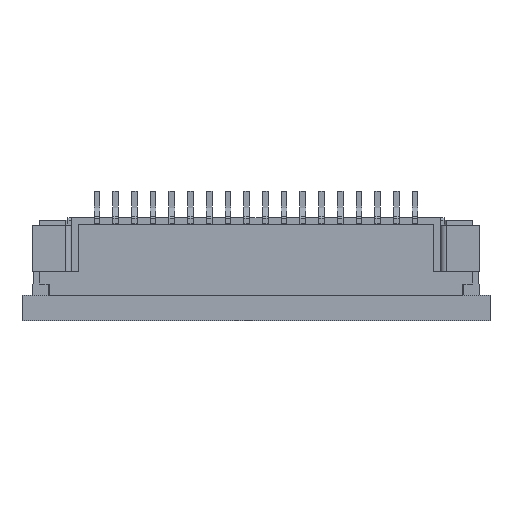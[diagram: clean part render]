
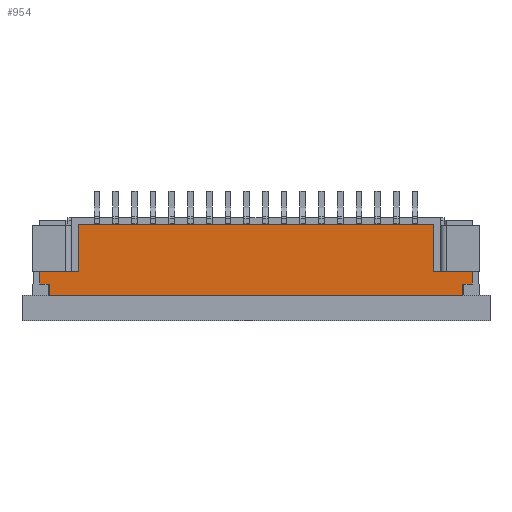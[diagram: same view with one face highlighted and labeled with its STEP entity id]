
A CAD part, top view. The second image highlights one B-rep face of the part: STEP entity #954.
In plain terms, the highlighted planar face has unit normal (0, 0, 1).
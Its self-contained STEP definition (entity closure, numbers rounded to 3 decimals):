
#954=ADVANCED_FACE('',(#4940),#4942,.T.);
#4940=FACE_BOUND('',#4941,.T.);
#4941=EDGE_LOOP('',(#8108,#8109,#8110,#8111,#8112,#8113,#8114,#8115,#8116,#8117,
#8118,#8119));
#4942=PLANE('',#4943);
#4943=AXIS2_PLACEMENT_3D('',#4944,#4945,#4946);
#4944=CARTESIAN_POINT('',(11.55,1.35,2.45));
#4945=DIRECTION('',(0.,-0.,1.));
#4946=DIRECTION('',(0.,1.,0.));
#8108=ORIENTED_EDGE('',*,*,#10537,.T.);
#8109=ORIENTED_EDGE('',*,*,#10539,.T.);
#8110=ORIENTED_EDGE('',*,*,#10540,.T.);
#8111=ORIENTED_EDGE('',*,*,#10541,.T.);
#8112=ORIENTED_EDGE('',*,*,#10542,.T.);
#8113=ORIENTED_EDGE('',*,*,#10543,.T.);
#8114=ORIENTED_EDGE('',*,*,#10544,.T.);
#8115=ORIENTED_EDGE('',*,*,#10545,.F.);
#8116=ORIENTED_EDGE('',*,*,#10546,.T.);
#8117=ORIENTED_EDGE('',*,*,#10547,.T.);
#8118=ORIENTED_EDGE('',*,*,#10476,.F.);
#8119=ORIENTED_EDGE('',*,*,#10467,.T.);
#10467=EDGE_CURVE('',#11886,#11896,#11898,.F.);
#10476=EDGE_CURVE('',#11886,#11914,#11915,.T.);
#10537=EDGE_CURVE('',#11896,#12030,#12031,.T.);
#10539=EDGE_CURVE('',#12030,#12033,#12034,.T.);
#10540=EDGE_CURVE('',#12033,#12035,#12036,.F.);
#10541=EDGE_CURVE('',#12035,#12037,#12038,.F.);
#10542=EDGE_CURVE('',#12037,#12039,#12040,.F.);
#10543=EDGE_CURVE('',#12039,#12041,#12042,.F.);
#10544=EDGE_CURVE('',#12041,#12043,#12044,.F.);
#10545=EDGE_CURVE('',#12045,#12043,#12046,.T.);
#10546=EDGE_CURVE('',#12045,#12047,#12048,.F.);
#10547=EDGE_CURVE('',#12047,#11914,#12049,.T.);
#11886=VERTEX_POINT('',#13830);
#11896=VERTEX_POINT('',#13850);
#11898=LINE('',#13854,#13855);
#11914=VERTEX_POINT('',#13888);
#11915=LINE('',#13889,#13890);
#12030=VERTEX_POINT('',#14126);
#12031=LINE('',#14127,#14128);
#12033=VERTEX_POINT('',#14133);
#12034=LINE('',#14134,#14135);
#12035=VERTEX_POINT('',#14137);
#12036=LINE('',#14138,#14139);
#12037=VERTEX_POINT('',#14141);
#12038=LINE('',#14142,#14143);
#12039=VERTEX_POINT('',#14145);
#12040=LINE('',#14146,#14147);
#12041=VERTEX_POINT('',#14149);
#12042=LINE('',#14150,#14151);
#12043=VERTEX_POINT('',#14153);
#12044=LINE('',#14154,#14155);
#12045=VERTEX_POINT('',#14157);
#12046=LINE('',#14158,#14159);
#12047=VERTEX_POINT('',#14161);
#12048=LINE('',#14162,#14163);
#12049=LINE('',#14165,#14166);
#13830=CARTESIAN_POINT('',(11.05,1.35,2.45));
#13850=CARTESIAN_POINT('',(11.05,1.95,2.45));
#13854=CARTESIAN_POINT('',(11.05,1.95,2.45));
#13855=VECTOR('',#13856,1.);
#13856=DIRECTION('',(0.,-1.,0.));
#13888=CARTESIAN_POINT('',(-11.05,1.35,2.45));
#13889=CARTESIAN_POINT('',(11.05,1.35,2.45));
#13890=VECTOR('',#13891,1.);
#13891=DIRECTION('',(-1.,0.,0.));
#14126=CARTESIAN_POINT('',(11.55,1.95,2.45));
#14127=CARTESIAN_POINT('',(11.05,1.95,2.45));
#14128=VECTOR('',#14129,1.);
#14129=DIRECTION('',(1.,0.,0.));
#14133=CARTESIAN_POINT('',(11.55,2.6,2.45));
#14134=CARTESIAN_POINT('',(11.55,1.95,2.45));
#14135=VECTOR('',#14136,1.);
#14136=DIRECTION('',(0.,1.,0.));
#14137=CARTESIAN_POINT('',(9.5,2.6,2.45));
#14138=CARTESIAN_POINT('',(9.5,2.6,2.45));
#14139=VECTOR('',#14140,1.);
#14140=DIRECTION('',(1.,0.,0.));
#14141=CARTESIAN_POINT('',(9.5,5.15,2.45));
#14142=CARTESIAN_POINT('',(9.5,5.15,2.45));
#14143=VECTOR('',#14144,1.);
#14144=DIRECTION('',(0.,-1.,0.));
#14145=CARTESIAN_POINT('',(-9.5,5.15,2.45));
#14146=CARTESIAN_POINT('',(-9.5,5.15,2.45));
#14147=VECTOR('',#14148,1.);
#14148=DIRECTION('',(1.,0.,0.));
#14149=CARTESIAN_POINT('',(-9.5,2.6,2.45));
#14150=CARTESIAN_POINT('',(-9.5,2.6,2.45));
#14151=VECTOR('',#14152,1.);
#14152=DIRECTION('',(0.,1.,0.));
#14153=CARTESIAN_POINT('',(-11.55,2.6,2.45));
#14154=CARTESIAN_POINT('',(-11.55,2.6,2.45));
#14155=VECTOR('',#14156,1.);
#14156=DIRECTION('',(1.,0.,0.));
#14157=CARTESIAN_POINT('',(-11.55,1.95,2.45));
#14158=CARTESIAN_POINT('',(-11.55,1.95,2.45));
#14159=VECTOR('',#14160,1.);
#14160=DIRECTION('',(0.,1.,0.));
#14161=CARTESIAN_POINT('',(-11.05,1.95,2.45));
#14162=CARTESIAN_POINT('',(-11.05,1.95,2.45));
#14163=VECTOR('',#14164,1.);
#14164=DIRECTION('',(-1.,0.,0.));
#14165=CARTESIAN_POINT('',(-11.05,1.95,2.45));
#14166=VECTOR('',#14167,1.);
#14167=DIRECTION('',(0.,-1.,0.));
